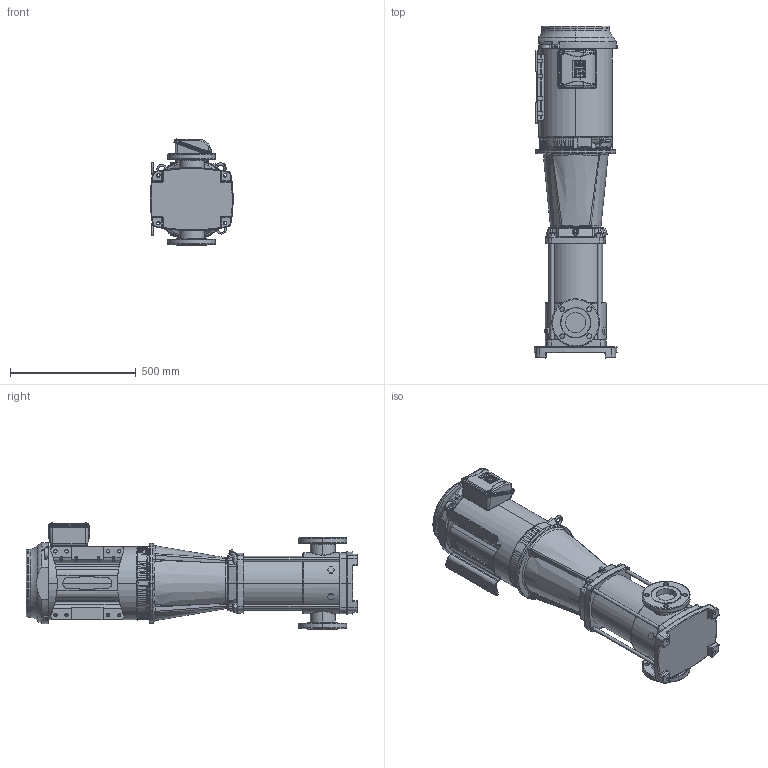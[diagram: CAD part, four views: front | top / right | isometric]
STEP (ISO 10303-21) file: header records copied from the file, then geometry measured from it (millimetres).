
FILE_DESCRIPTION (( 'STEP AP203' ), '1' );
FILE_NAME ('3350118 - MVI-225-3_2-20 HP-254TC-304-E-575~3.step', '2022-03-31T14:51:16', ( '' ), ( '' ), 'SwSTEP 2.0', 'SolidWorks 2021', '' );
FILE_SCHEMA (( 'CONFIG_CONTROL_DESIGN' ));
Length unit declared in the file: inch
Products named in the file (5): 3350118 - MVI-225-3_2-20 HP-254TC-304-E-575~3; sbi_n_45-3_2_flange(NEMA); MVI PEO - [304-EPDM]_3304118 - MVI-225-3_2-20 HP-254TC-304-E-S; 2700103 - NEMA V2 20 HP 254_6TC 575~3 TEFC; TEFC MOTOR_2700103 - NEMA V2 20 HP 254_6TC 575~3 TEFC W
Assembly tree (4 placements, depth 3):
  3350118 - MVI-225-3_2-20 HP-254TC-304-E-575~3
    MVI PEO - [304-EPDM]_3304118 - MVI-225-3_2-20 HP-254TC-304-E-S
      sbi_n_45-3_2_flange(NEMA)
    TEFC MOTOR_2700103 - NEMA V2 20 HP 254_6TC 575~3 TEFC W
      2700103 - NEMA V2 20 HP 254_6TC 575~3 TEFC
Bounding box: 332.39 x 1322 x 422.49 mm (x, y, z)
Volume: 73889183.2 mm3; surface area: 2437770.3 mm2
Topology: 21 solids, 45 shells, 5870 faces, 15429 edges, 10123 vertices
Faces by surface type: plane 2941, cylinder 2235, bspline 331, cone 243, torus 117, sphere 3
Entity records: 223527 total; most frequent: CARTESIAN_POINT 78667, ORIENTED_EDGE 30788, DIRECTION 29370, EDGE_CURVE 15394, AXIS2_PLACEMENT_3D 10279, VERTEX_POINT 10123, VECTOR 8812, LINE 8812
